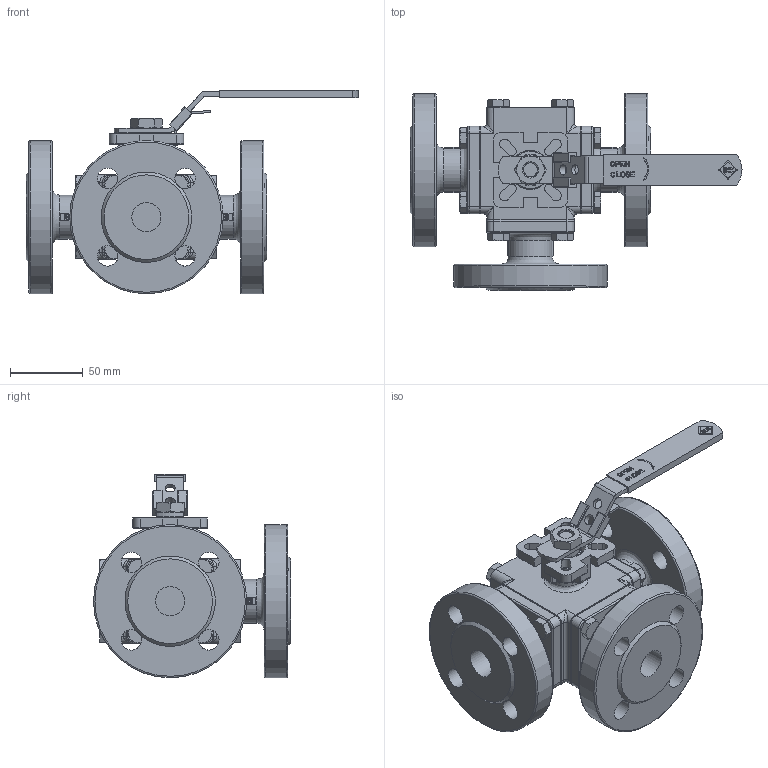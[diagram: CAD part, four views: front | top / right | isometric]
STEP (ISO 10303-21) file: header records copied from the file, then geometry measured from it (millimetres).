
FILE_DESCRIPTION((''),'2;1');
FILE_NAME('640E-20-00.stp','2010-08-11T11:46:50',('edu'),(''),'Autodesk Inventor 2010','Autodesk Inventor 2010','');
FILE_SCHEMA(('AUTOMOTIVE_DESIGN { 1 0 10303 214 1 1 1 1 }'));
Length unit declared in the file: millimetre
Products named in the file (1): ENG-005861
Bounding box: 227.5 x 135 x 139.5 mm (x, y, z)
Volume: 851012.5 mm3; surface area: 154570 mm2
Topology: 2 solids, 35 shells, 2151 faces, 5703 edges, 3679 vertices
Faces by surface type: plane 1058, bspline 538, cylinder 334, cone 160, torus 57, sphere 4
Full cylindrical faces by diameter (mm): 7.323 x16, 8 x16, 11.112 x1, 11.4 x16, 12.3 x1, 12.5 x2, 15.7 x1, 17.2 x1, 18 x1, 20 x3, 24 x2, 27 x1, 30 x3, 105 x3
Entity records: 71963 total; most frequent: CARTESIAN_POINT 21649, ORIENTED_EDGE 10764, DIRECTION 8367, EDGE_CURVE 5382, VERTEX_POINT 3563, VECTOR 3161, LINE 3161, AXIS2_PLACEMENT_3D 2603
